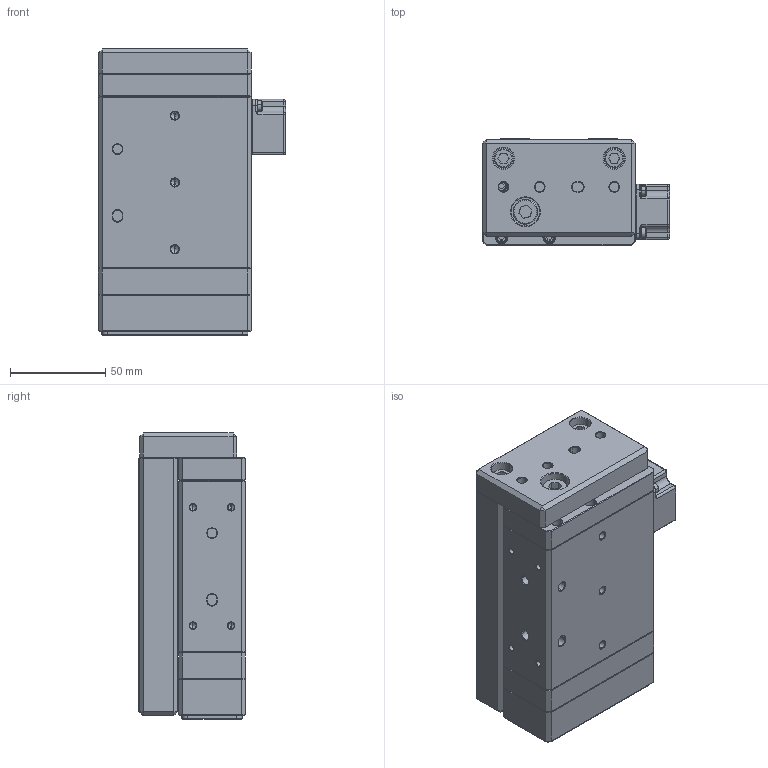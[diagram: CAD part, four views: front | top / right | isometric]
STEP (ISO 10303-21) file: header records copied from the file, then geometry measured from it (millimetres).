
FILE_DESCRIPTION (( 'STEP AP203' ), '1' );
FILE_NAME ('RM-WPLA-11-50-2 遵す怢倰芢裝 1.2.STEP', '2021-03-10T01:20:04', ( '' ), ( '' ), 'SwSTEP 2.0', 'SolidWorks 2019', '' );
FILE_SCHEMA (( 'CONFIG_CONTROL_DESIGN' ));
Length unit declared in the file: millimetre
Products named in the file (19): RM-WPLA-11-50-2 遵す怢倰芢裝 1.2; MFT03-M3x6 埴翐囀鞠褒蹟佪; MSP01-WPLA002 遵す怢傷啣; PPT17-GFM-1416-12 粣創賑杶; MFT03-M8x10 埴翐囀鞠褒蹟佪; MSP01-WPLA005 遵粣創釱; MFT03-M3x8 埴翐囀鞠褒蹟佪; MSP01-WPLA004-4 遵裝极4; MSP01-WPLA001-4 遵す怢4; d1100-22p; MSP01-WPLA003 遵ヶ傷裔; 拏宒堤盄; MSP01-WPLA007 肮祭謫碟猾裔; MFT03-M6x12 埴翐囀鞠褒蹟佪; MFT07-M3 粟銅賡; 拏宒堤盄芛俋褲; MSP01-WPLA006 肮祭謫碟; MSP02-WPLA001-4 芢裝4; MFT02-M2.5x6 坋趼麥芛蹟佪
Assembly tree (52 placements, depth 3):
  RM-WPLA-11-50-2 遵す怢倰芢裝 1.2
    MSP02-WPLA001-4 芢裝4
    MSP01-WPLA003 遵ヶ傷裔
    MSP01-WPLA005 遵粣創釱
    MSP01-WPLA006 肮祭謫碟
    MSP01-WPLA007 肮祭謫碟猾裔
    MSP01-WPLA004-4 遵裝极4
    MSP01-WPLA002 遵す怢傷啣
    MSP01-WPLA001-4 遵す怢4
    拏宒堤盄
      d1100-22p
      拏宒堤盄芛俋褲
    MFT07-M3 粟銅賡  x8
    MFT03-M3x8 埴翐囀鞠褒蹟佪  x24
    MFT03-M6x12 埴翐囀鞠褒蹟佪  x2
    MFT03-M8x10 埴翐囀鞠褒蹟佪
    MFT03-M3x6 埴翐囀鞠褒蹟佪
    MFT02-M2.5x6 坋趼麥芛蹟佪  x4
    PPT17-GFM-1416-12 粣創賑杶
Bounding box: 98 x 56 x 150 mm (x, y, z)
Volume: 387041.6 mm3; surface area: 158136 mm2
Topology: 51 solids, 51 shells, 2510 faces, 5554 edges, 3203 vertices
Faces by surface type: plane 1211, cone 641, cylinder 580, torus 34, bspline 34, sphere 10
Entity records: 46497 total; most frequent: CARTESIAN_POINT 8123, DIRECTION 7856, ORIENTED_EDGE 6950, EDGE_CURVE 3475, AXIS2_PLACEMENT_3D 2864, LINE 2128, VECTOR 2128, VERTEX_POINT 2045
